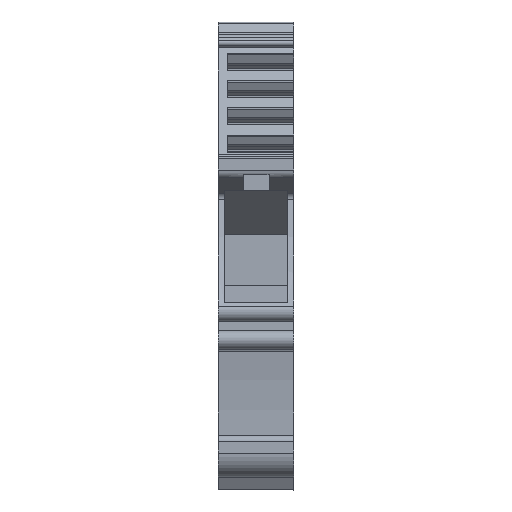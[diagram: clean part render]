
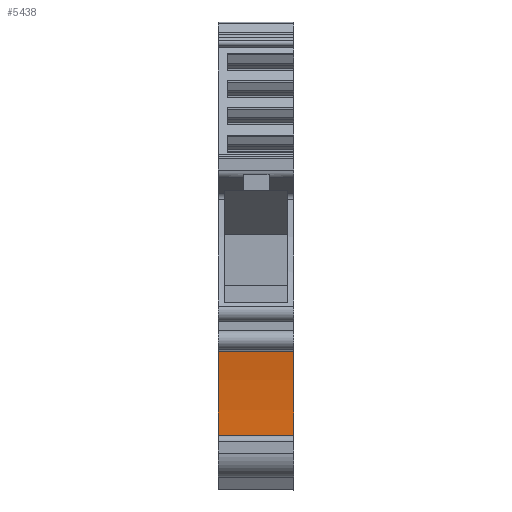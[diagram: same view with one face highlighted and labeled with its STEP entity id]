
A CAD part, front view. The second image highlights one B-rep face of the part: STEP entity #5438.
In plain terms, the highlighted cylindrical face has radius 40 mm (diameter 80 mm), a partial arc.
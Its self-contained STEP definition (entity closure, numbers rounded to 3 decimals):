
#1264=AXIS2_PLACEMENT_3D('Circle Axis2P3D',#1262,#1263,$) ;
#3080=AXIS2_PLACEMENT_3D('Circle Axis2P3D',#3078,#3079,$) ;
#5425=AXIS2_PLACEMENT_3D('Cylinder Axis2P3D',#5422,#5423,#5424) ;
#1259=CARTESIAN_POINT('Vertex',(6.1,2.053,11.183)) ;
#1262=CARTESIAN_POINT('Axis2P3D Location',(6.1,-37.39,4.53)) ;
#1266=CARTESIAN_POINT('Vertex',(6.1,2.607,4.071)) ;
#3075=CARTESIAN_POINT('Vertex',(0.,2.607,4.071)) ;
#3078=CARTESIAN_POINT('Axis2P3D Location',(0.,-37.39,4.53)) ;
#3082=CARTESIAN_POINT('Vertex',(0.,2.053,11.183)) ;
#5410=CARTESIAN_POINT('Line Origine',(3.05,2.053,11.183)) ;
#5422=CARTESIAN_POINT('Axis2P3D Location',(3.05,-37.39,4.53)) ;
#5427=CARTESIAN_POINT('Line Origine',(3.05,2.607,4.071)) ;
#1263=DIRECTION('Axis2P3D Direction',(1.,0.,0.)) ;
#3079=DIRECTION('Axis2P3D Direction',(1.,0.,0.)) ;
#5411=DIRECTION('Vector Direction',(1.,0.,0.)) ;
#5423=DIRECTION('Axis2P3D Direction',(1.,0.,0.)) ;
#5424=DIRECTION('Axis2P3D XDirection',(0.,1.,-0.011)) ;
#5428=DIRECTION('Vector Direction',(1.,0.,0.)) ;
#5412=VECTOR('Line Direction',#5411,1.) ;
#5429=VECTOR('Line Direction',#5428,1.) ;
#5433=ORIENTED_EDGE('',*,*,#3084,.T.) ;
#5434=ORIENTED_EDGE('',*,*,#5431,.F.) ;
#5435=ORIENTED_EDGE('',*,*,#1268,.F.) ;
#5436=ORIENTED_EDGE('',*,*,#5414,.T.) ;
#5438=ADVANCED_FACE('KLTR WDU4N.1\\Hauptkoerper',(#5437),#5426,.F.) ;
#1265=CIRCLE('generated circle',#1264,40.) ;
#3081=CIRCLE('generated circle',#3080,40.) ;
#5426=CYLINDRICAL_SURFACE('generated cylinder',#5425,40.) ;
#1268=EDGE_CURVE('',#1260,#1267,#1265,.F.) ;
#3084=EDGE_CURVE('',#3083,#3076,#3081,.F.) ;
#5414=EDGE_CURVE('',#1260,#3083,#5413,.F.) ;
#5431=EDGE_CURVE('',#1267,#3076,#5430,.F.) ;
#5432=EDGE_LOOP('',(#5433,#5434,#5435,#5436)) ;
#5437=FACE_OUTER_BOUND('',#5432,.T.) ;
#5413=LINE('Line',#5410,#5412) ;
#5430=LINE('Line',#5427,#5429) ;
#1260=VERTEX_POINT('',#1259) ;
#1267=VERTEX_POINT('',#1266) ;
#3076=VERTEX_POINT('',#3075) ;
#3083=VERTEX_POINT('',#3082) ;
